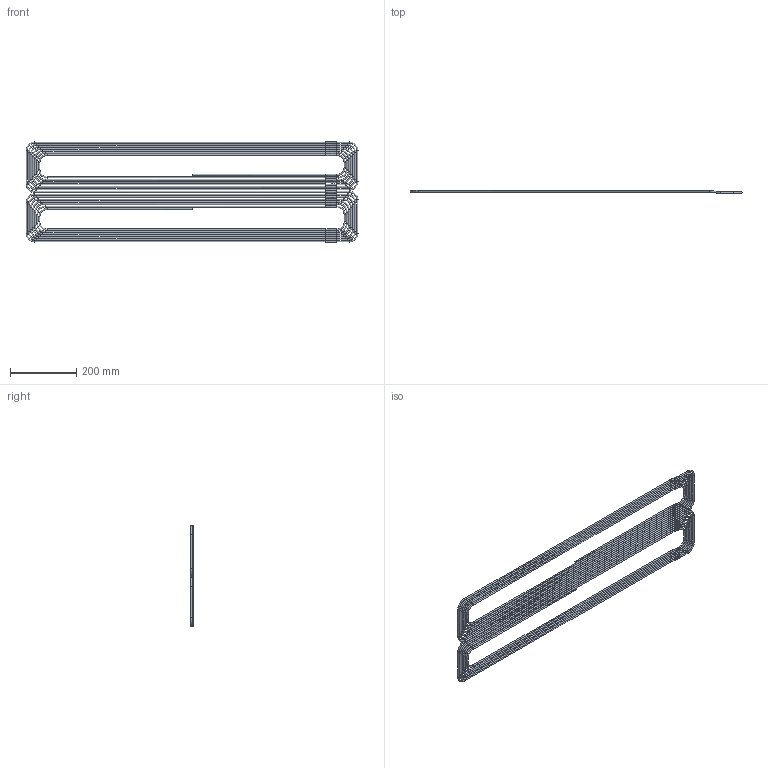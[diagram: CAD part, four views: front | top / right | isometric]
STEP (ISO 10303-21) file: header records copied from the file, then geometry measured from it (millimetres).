
FILE_DESCRIPTION(/* description */ (''),/* implementation_level */ '2;1');
FILE_NAME(/* name */ 'coil7conductors.stp',/* time_stamp */ '2022-02-14T09:59:14+13:00',/* author */ ('tlar613'),/* organization */ (''),/* preprocessor_version */ 'ST-DEVELOPER v18.1',/* originating_system */ 'Autodesk Inventor 2021',/* authorisation */ '');
FILE_SCHEMA (('AUTOMOTIVE_DESIGN { 1 0 10303 214 3 1 1 }'));
Length unit declared in the file: millimetre
Products named in the file (1): coil7conductors
Bounding box: 1004.28 x 8.6 x 304.3 mm (x, y, z)
Volume: 425895.1 mm3; surface area: 396271.2 mm2
Topology: 1 solids, 1 shells, 167 faces, 657 edges, 492 vertices
Faces by surface type: cylinder 81, torus 56, bspline 28, plane 2
Full cylindrical faces by diameter (mm): 4.3 x81
Entity records: 7852 total; most frequent: CARTESIAN_POINT 1821, DIRECTION 1457, ORIENTED_EDGE 1314, AXIS2_PLACEMENT_3D 688, EDGE_CURVE 657, CIRCLE 548, VERTEX_POINT 492, FACE_OUTER_BOUND 167
